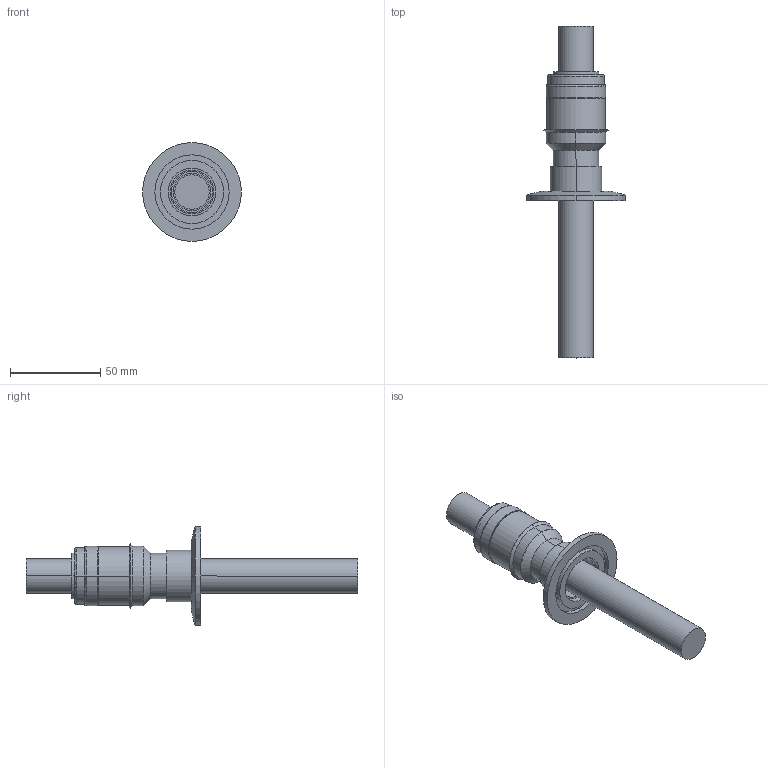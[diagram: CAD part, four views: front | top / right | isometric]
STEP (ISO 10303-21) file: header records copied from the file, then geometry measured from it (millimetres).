
FILE_DESCRIPTION (( 'STEP AP214' ), '1' );
FILE_NAME ('120XST040-3-600-1.step', '2017-07-10T09:35:07', ( 'install' ), ( '' ), 'SwSTEP 2.0', 'SolidWorks 2015', '' );
FILE_SCHEMA (( 'AUTOMOTIVE_DESIGN' ));
Length unit declared in the file: inch
Products named in the file (1): 120XST040-3-600-1
Bounding box: 54.86 x 184.15 x 54.86 mm (x, y, z)
Volume: 77184.8 mm3; surface area: 30596.8 mm2
Topology: 1 solids, 1 shells, 81 faces, 178 edges, 112 vertices
Faces by surface type: cylinder 40, cone 20, plane 15, torus 6
Entity records: 3076 total; most frequent: CARTESIAN_POINT 1162, DIRECTION 444, ORIENTED_EDGE 356, AXIS2_PLACEMENT_3D 192, EDGE_CURVE 178, VERTEX_POINT 112, CIRCLE 110, EDGE_LOOP 94
